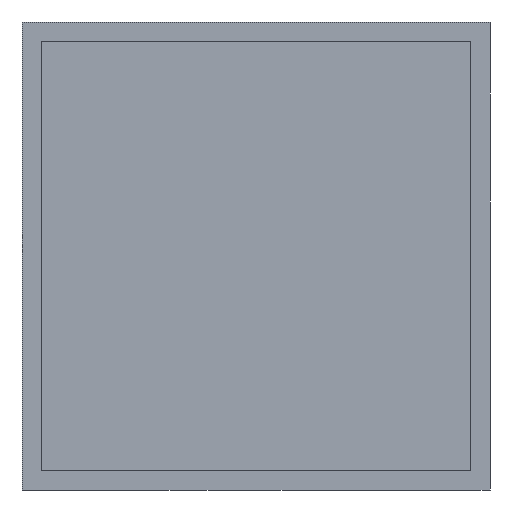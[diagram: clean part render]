
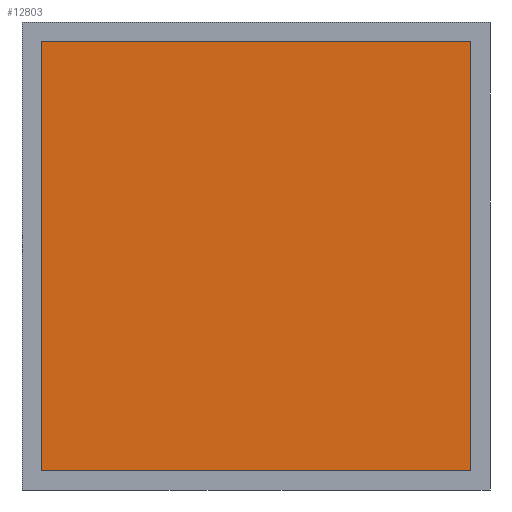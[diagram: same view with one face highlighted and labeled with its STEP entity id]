
A CAD part, front view. The second image highlights one B-rep face of the part: STEP entity #12803.
In plain terms, the highlighted planar face has unit normal (0, -1, 0).
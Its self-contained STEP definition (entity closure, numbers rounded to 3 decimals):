
#12688=DIRECTION('',(0.,0.,-1.));
#12689=VECTOR('',#12688,22.);
#12690=CARTESIAN_POINT('',(-11.,-0.2,11.));
#12691=LINE('',#12690,#12689);
#12692=DIRECTION('',(-1.,0.,0.));
#12693=VECTOR('',#12692,22.);
#12694=CARTESIAN_POINT('',(11.,-0.2,11.));
#12695=LINE('',#12694,#12693);
#12696=DIRECTION('',(0.,0.,1.));
#12697=VECTOR('',#12696,22.);
#12698=CARTESIAN_POINT('',(11.,-0.2,-11.));
#12699=LINE('',#12698,#12697);
#12700=DIRECTION('',(1.,0.,0.));
#12701=VECTOR('',#12700,22.);
#12702=CARTESIAN_POINT('',(-11.,-0.2,-11.));
#12703=LINE('',#12702,#12701);
#12712=CARTESIAN_POINT('',(-11.,-0.2,11.));
#12713=CARTESIAN_POINT('',(-11.,-0.2,-11.));
#12714=VERTEX_POINT('',#12712);
#12715=VERTEX_POINT('',#12713);
#12716=CARTESIAN_POINT('',(11.,-0.2,-11.));
#12717=VERTEX_POINT('',#12716);
#12718=CARTESIAN_POINT('',(11.,-0.2,11.));
#12719=VERTEX_POINT('',#12718);
#12792=CARTESIAN_POINT('',(0.,-0.2,0.));
#12793=DIRECTION('',(0.,-1.,0.));
#12794=DIRECTION('',(1.,0.,0.));
#12795=AXIS2_PLACEMENT_3D('',#12792,#12793,#12794);
#12796=PLANE('',#12795);
#12797=ORIENTED_EDGE('',*,*,#12744,.F.);
#12798=ORIENTED_EDGE('',*,*,#12759,.F.);
#12799=ORIENTED_EDGE('',*,*,#12773,.F.);
#12800=ORIENTED_EDGE('',*,*,#12786,.F.);
#12801=EDGE_LOOP('',(#12797,#12798,#12799,#12800));
#12802=FACE_OUTER_BOUND('',#12801,.F.);
#12803=ADVANCED_FACE('',(#12802),#12796,.T.);
#12744=EDGE_CURVE('',#12714,#12715,#12691,.T.);
#12759=EDGE_CURVE('',#12719,#12714,#12695,.T.);
#12773=EDGE_CURVE('',#12717,#12719,#12699,.T.);
#12786=EDGE_CURVE('',#12715,#12717,#12703,.T.);
